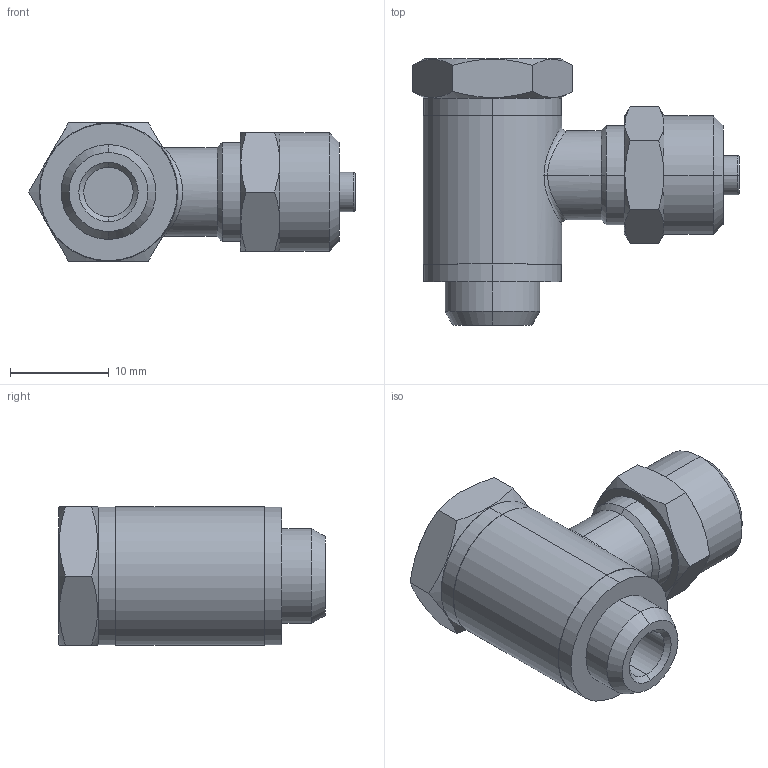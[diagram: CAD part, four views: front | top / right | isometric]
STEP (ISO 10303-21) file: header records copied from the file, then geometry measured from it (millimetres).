
FILE_DESCRIPTION (( 'STEP AP203' ), '1' );
FILE_NAME ('02240031.STEP', '2011-10-21T13:20:10', ( '' ), ( 'sopra-pneumatic' ), 'SwSTEP 2.0', 'SolidWorks 2011', '' );
FILE_SCHEMA (( 'CONFIG_CONTROL_DESIGN' ));
Length unit declared in the file: millimetre
Products named in the file (1): 02240031
Bounding box: 33.08 x 27 x 14 mm (x, y, z)
Volume: 4943.3 mm3; surface area: 2663.7 mm2
Topology: 1 solids, 1 shells, 75 faces, 168 edges, 103 vertices
Faces by surface type: cone 26, plane 23, cylinder 22, bspline 2, torus 2
Entity records: 2757 total; most frequent: CARTESIAN_POINT 1046, DIRECTION 340, ORIENTED_EDGE 336, EDGE_CURVE 168, AXIS2_PLACEMENT_3D 143, VERTEX_POINT 103, EDGE_LOOP 85, ADVANCED_FACE 75
